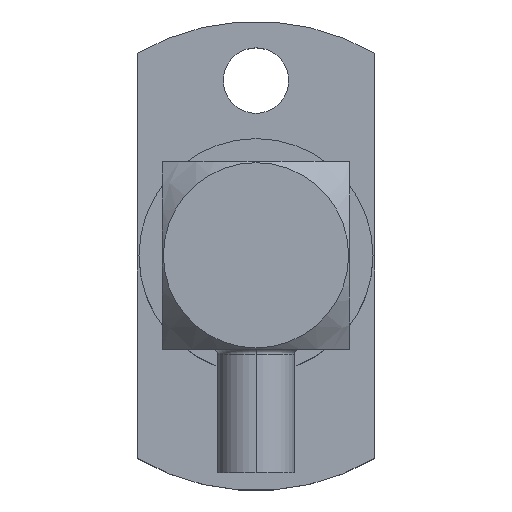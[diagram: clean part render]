
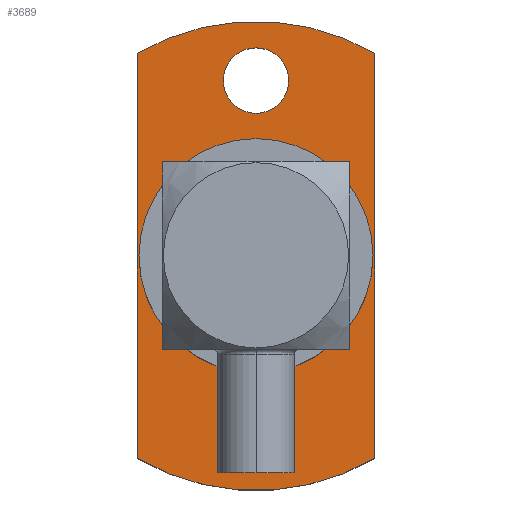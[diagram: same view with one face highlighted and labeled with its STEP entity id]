
A CAD part, top view. The second image highlights one B-rep face of the part: STEP entity #3689.
In plain terms, the highlighted planar face has unit normal (0, 0, 1).
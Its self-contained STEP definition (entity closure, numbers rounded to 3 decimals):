
#348 = CIRCLE ( 'NONE', #2995, 1.325 ) ;
#405 = CARTESIAN_POINT ( 'NONE',  ( -4.8, 9.5, -15.87 ) ) ;
#511 = ORIENTED_EDGE ( 'NONE', *, *, #6741, .F. ) ;
#835 = CARTESIAN_POINT ( 'NONE',  ( 0., 0., -15.87 ) ) ;
#893 = EDGE_CURVE ( 'NONE', #3022, #7896, #7480, .T. ) ;
#916 = EDGE_LOOP ( 'NONE', ( #511, #10710, #10424, #2982 ) ) ;
#1225 = CARTESIAN_POINT ( 'NONE',  ( 0., 0., -15.87 ) ) ;
#1443 = AXIS2_PLACEMENT_3D ( 'NONE', #10546, #2963, #8043 ) ;
#1469 = EDGE_CURVE ( 'NONE', #8274, #2466, #1972, .T. ) ;
#1488 = CIRCLE ( 'NONE', #7643, 1.325 ) ;
#1940 = DIRECTION ( 'NONE',  ( 1., 0., 0. ) ) ;
#1972 = CIRCLE ( 'NONE', #1443, 4.738 ) ;
#1989 = CARTESIAN_POINT ( 'NONE',  ( 4.8, -8.198, -15.87 ) ) ;
#2163 = DIRECTION ( 'NONE',  ( -1., 0., 0. ) ) ;
#2165 = ORIENTED_EDGE ( 'NONE', *, *, #893, .T. ) ;
#2400 = AXIS2_PLACEMENT_3D ( 'NONE', #6774, #3308, #5793 ) ;
#2432 = PLANE ( 'NONE',  #2400 ) ;
#2466 = VERTEX_POINT ( 'NONE', #3733 ) ;
#2532 = CARTESIAN_POINT ( 'NONE',  ( -4.8, 8.198, -15.87 ) ) ;
#2570 = AXIS2_PLACEMENT_3D ( 'NONE', #3591, #3492, #9406 ) ;
#2685 = AXIS2_PLACEMENT_3D ( 'NONE', #835, #4204, #1940 ) ;
#2726 = CARTESIAN_POINT ( 'NONE',  ( 1.325, -7.1, -15.87 ) ) ;
#2817 = CARTESIAN_POINT ( 'NONE',  ( 4.738, 0., -15.87 ) ) ;
#2835 = CARTESIAN_POINT ( 'NONE',  ( 4.8, 8.198, -15.87 ) ) ;
#2963 = DIRECTION ( 'NONE',  ( 0., 0., 1. ) ) ;
#2980 = DIRECTION ( 'NONE',  ( 0., 0., -1. ) ) ;
#2982 = ORIENTED_EDGE ( 'NONE', *, *, #10012, .T. ) ;
#2995 = AXIS2_PLACEMENT_3D ( 'NONE', #7845, #5536, #7341 ) ;
#3022 = VERTEX_POINT ( 'NONE', #9305 ) ;
#3054 = DIRECTION ( 'NONE',  ( 0., 1., 0. ) ) ;
#3129 = EDGE_CURVE ( 'NONE', #3396, #3869, #348, .T. ) ;
#3274 = EDGE_LOOP ( 'NONE', ( #2165, #9781 ) ) ;
#3308 = DIRECTION ( 'NONE',  ( 0., 0., -1. ) ) ;
#3396 = VERTEX_POINT ( 'NONE', #10292 ) ;
#3492 = DIRECTION ( 'NONE',  ( 0., 0., -1. ) ) ;
#3591 = CARTESIAN_POINT ( 'NONE',  ( 0., -7.1, -15.87 ) ) ;
#3689 = ADVANCED_FACE ( 'NONE', ( #5957, #4076, #5013, #8484 ), #2432, .F. ) ;
#3733 = CARTESIAN_POINT ( 'NONE',  ( -4.738, 0., -15.87 ) ) ;
#3869 = VERTEX_POINT ( 'NONE', #8794 ) ;
#4076 = FACE_BOUND ( 'NONE', #7747, .T. ) ;
#4204 = DIRECTION ( 'NONE',  ( 0., 0., 1. ) ) ;
#4322 = ORIENTED_EDGE ( 'NONE', *, *, #3129, .T. ) ;
#4323 = EDGE_CURVE ( 'NONE', #9876, #10658, #9301, .T. ) ;
#4352 = CARTESIAN_POINT ( 'NONE',  ( -4.8, -8.198, -15.87 ) ) ;
#4364 = EDGE_LOOP ( 'NONE', ( #4545, #10324 ) ) ;
#4435 = VECTOR ( 'NONE', #3054, 1000. ) ;
#4545 = ORIENTED_EDGE ( 'NONE', *, *, #1469, .F. ) ;
#4569 = VERTEX_POINT ( 'NONE', #1989 ) ;
#4709 = DIRECTION ( 'NONE',  ( 0., 0., 1. ) ) ;
#5013 = FACE_BOUND ( 'NONE', #3274, .T. ) ;
#5340 = CARTESIAN_POINT ( 'NONE',  ( 0., 7.1, -15.87 ) ) ;
#5412 = EDGE_CURVE ( 'NONE', #3869, #3396, #9270, .T. ) ;
#5536 = DIRECTION ( 'NONE',  ( 0., 0., -1. ) ) ;
#5638 = DIRECTION ( 'NONE',  ( 1., 0., 0. ) ) ;
#5793 = DIRECTION ( 'NONE',  ( 0., -1., 0. ) ) ;
#5957 = FACE_BOUND ( 'NONE', #4364, .T. ) ;
#6029 = AXIS2_PLACEMENT_3D ( 'NONE', #10015, #6462, #5638 ) ;
#6090 = ORIENTED_EDGE ( 'NONE', *, *, #5412, .T. ) ;
#6117 = AXIS2_PLACEMENT_3D ( 'NONE', #1225, #4709, #7063 ) ;
#6154 = VERTEX_POINT ( 'NONE', #4352 ) ;
#6462 = DIRECTION ( 'NONE',  ( 0., 0., 1. ) ) ;
#6741 = EDGE_CURVE ( 'NONE', #9876, #4569, #7298, .T. ) ;
#6774 = CARTESIAN_POINT ( 'NONE',  ( 0., 9.5, -15.87 ) ) ;
#6875 = DIRECTION ( 'NONE',  ( 0., 0., -1. ) ) ;
#6953 = AXIS2_PLACEMENT_3D ( 'NONE', #5340, #6875, #7705 ) ;
#7053 = CARTESIAN_POINT ( 'NONE',  ( 0., -7.1, -15.87 ) ) ;
#7063 = DIRECTION ( 'NONE',  ( 1., 0., 0. ) ) ;
#7298 = LINE ( 'NONE', #7355, #9628 ) ;
#7341 = DIRECTION ( 'NONE',  ( -1., 0., 0. ) ) ;
#7355 = CARTESIAN_POINT ( 'NONE',  ( 4.8, 9.5, -15.87 ) ) ;
#7480 = CIRCLE ( 'NONE', #2570, 1.325 ) ;
#7643 = AXIS2_PLACEMENT_3D ( 'NONE', #7053, #2980, #2163 ) ;
#7705 = DIRECTION ( 'NONE',  ( -1., 0., 0. ) ) ;
#7747 = EDGE_LOOP ( 'NONE', ( #6090, #4322 ) ) ;
#7845 = CARTESIAN_POINT ( 'NONE',  ( 0., 7.1, -15.87 ) ) ;
#7896 = VERTEX_POINT ( 'NONE', #2726 ) ;
#7960 = CIRCLE ( 'NONE', #6029, 4.738 ) ;
#8043 = DIRECTION ( 'NONE',  ( 1., 0., 0. ) ) ;
#8274 = VERTEX_POINT ( 'NONE', #2817 ) ;
#8311 = CIRCLE ( 'NONE', #2685, 9.5 ) ;
#8484 = FACE_OUTER_BOUND ( 'NONE', #916, .T. ) ;
#8794 = CARTESIAN_POINT ( 'NONE',  ( -1.325, 7.1, -15.87 ) ) ;
#9101 = EDGE_CURVE ( 'NONE', #7896, #3022, #1488, .T. ) ;
#9270 = CIRCLE ( 'NONE', #6953, 1.325 ) ;
#9301 = CIRCLE ( 'NONE', #6117, 9.5 ) ;
#9305 = CARTESIAN_POINT ( 'NONE',  ( -1.325, -7.1, -15.87 ) ) ;
#9406 = DIRECTION ( 'NONE',  ( -1., 0., 0. ) ) ;
#9628 = VECTOR ( 'NONE', #9925, 1000. ) ;
#9781 = ORIENTED_EDGE ( 'NONE', *, *, #9101, .T. ) ;
#9863 = EDGE_CURVE ( 'NONE', #6154, #10658, #10633, .T. ) ;
#9876 = VERTEX_POINT ( 'NONE', #2835 ) ;
#9925 = DIRECTION ( 'NONE',  ( 0., -1., 0. ) ) ;
#10012 = EDGE_CURVE ( 'NONE', #6154, #4569, #8311, .T. ) ;
#10015 = CARTESIAN_POINT ( 'NONE',  ( 0., 0., -15.87 ) ) ;
#10276 = EDGE_CURVE ( 'NONE', #2466, #8274, #7960, .T. ) ;
#10292 = CARTESIAN_POINT ( 'NONE',  ( 1.325, 7.1, -15.87 ) ) ;
#10324 = ORIENTED_EDGE ( 'NONE', *, *, #10276, .F. ) ;
#10424 = ORIENTED_EDGE ( 'NONE', *, *, #9863, .F. ) ;
#10546 = CARTESIAN_POINT ( 'NONE',  ( 0., 0., -15.87 ) ) ;
#10633 = LINE ( 'NONE', #405, #4435 ) ;
#10658 = VERTEX_POINT ( 'NONE', #2532 ) ;
#10710 = ORIENTED_EDGE ( 'NONE', *, *, #4323, .T. ) ;
